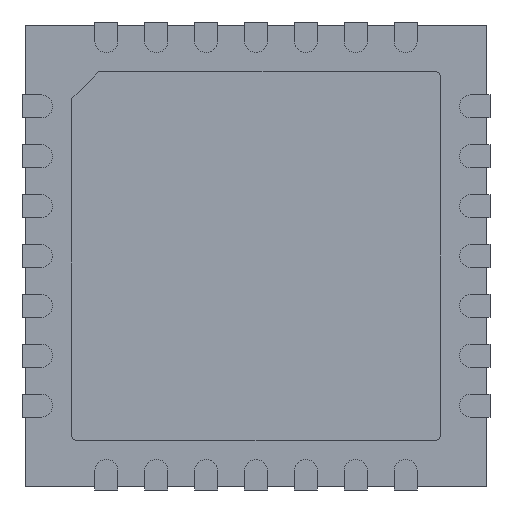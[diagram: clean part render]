
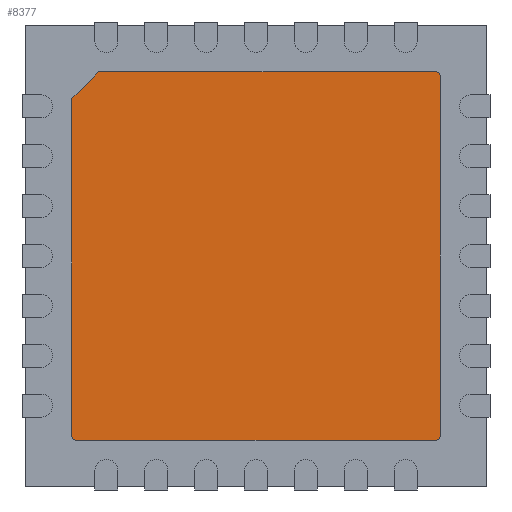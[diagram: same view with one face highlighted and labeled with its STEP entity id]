
A CAD part, front view. The second image highlights one B-rep face of the part: STEP entity #8377.
In plain terms, the highlighted planar face has unit normal (0, -1, 0).
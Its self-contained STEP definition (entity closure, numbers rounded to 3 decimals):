
#8150 = CARTESIAN_POINT ( 'NONE',  ( 2.4, 0., 2.35 ) ) ;
#8151 = VERTEX_POINT ( 'NONE', #8150 ) ;
#8158 = CARTESIAN_POINT ( 'NONE',  ( 2.4, 0., -2.35 ) ) ;
#8159 = VERTEX_POINT ( 'NONE', #8158 ) ;
#8160 = CARTESIAN_POINT ( 'NONE',  ( 2.4, 0., -2.4 ) ) ;
#8161 = DIRECTION ( 'NONE',  ( 0., 0., 1. ) ) ;
#8162 = VECTOR ( 'NONE', #8161, 1000. ) ;
#8163 = LINE ( 'NONE', #8160, #8162 ) ;
#8164 = EDGE_CURVE ( 'NONE', #8159, #8151, #8163, .T. ) ;
#8190 = CARTESIAN_POINT ( 'NONE',  ( 2.35, 0., -2.4 ) ) ;
#8191 = VERTEX_POINT ( 'NONE', #8190 ) ;
#8198 = CARTESIAN_POINT ( 'NONE',  ( -2.35, 0., -2.4 ) ) ;
#8199 = VERTEX_POINT ( 'NONE', #8198 ) ;
#8200 = CARTESIAN_POINT ( 'NONE',  ( -2.4, 0., -2.4 ) ) ;
#8201 = DIRECTION ( 'NONE',  ( 1., 0., 0. ) ) ;
#8202 = VECTOR ( 'NONE', #8201, 1000. ) ;
#8203 = LINE ( 'NONE', #8200, #8202 ) ;
#8204 = EDGE_CURVE ( 'NONE', #8199, #8191, #8203, .T. ) ;
#8230 = CARTESIAN_POINT ( 'NONE',  ( -2.4, 0., -2.35 ) ) ;
#8231 = VERTEX_POINT ( 'NONE', #8230 ) ;
#8238 = CARTESIAN_POINT ( 'NONE',  ( -2.4, 0., 2.05 ) ) ;
#8239 = VERTEX_POINT ( 'NONE', #8238 ) ;
#8240 = CARTESIAN_POINT ( 'NONE',  ( -2.4, 0., -2.4 ) ) ;
#8241 = DIRECTION ( 'NONE',  ( 0., 0., -1. ) ) ;
#8242 = VECTOR ( 'NONE', #8241, 1000. ) ;
#8243 = LINE ( 'NONE', #8240, #8242 ) ;
#8244 = EDGE_CURVE ( 'NONE', #8239, #8231, #8243, .T. ) ;
#8260 = CARTESIAN_POINT ( 'NONE',  ( 2.35, 0., 2.4 ) ) ;
#8261 = VERTEX_POINT ( 'NONE', #8260 ) ;
#8262 = CARTESIAN_POINT ( 'NONE',  ( -2.05, 0., 2.4 ) ) ;
#8263 = VERTEX_POINT ( 'NONE', #8262 ) ;
#8264 = CARTESIAN_POINT ( 'NONE',  ( -2.4, 0., 2.4 ) ) ;
#8265 = DIRECTION ( 'NONE',  ( -1., 0., 0. ) ) ;
#8266 = VECTOR ( 'NONE', #8265, 1000. ) ;
#8267 = LINE ( 'NONE', #8264, #8266 ) ;
#8268 = EDGE_CURVE ( 'NONE', #8261, #8263, #8267, .T. ) ;
#8339 = ORIENTED_EDGE ( 'NONE', *, *, #8164, .T. ) ;
#8340 = CARTESIAN_POINT ( 'NONE',  ( 2.35, 0., 2.35 ) ) ;
#8341 = DIRECTION ( 'NONE',  ( 0., -1., 0. ) ) ;
#8342 = DIRECTION ( 'NONE',  ( 0., 0., 1. ) ) ;
#8343 = AXIS2_PLACEMENT_3D ( 'NONE', #8340, #8341, #8342 ) ;
#8344 = CIRCLE ( 'NONE', #8343, 0.05) ;
#8345 = EDGE_CURVE ( 'NONE', #8151, #8261, #8344, .T. ) ;
#8346 = ORIENTED_EDGE ( 'NONE', *, *, #8345, .T. ) ;
#8347 = ORIENTED_EDGE ( 'NONE', *, *, #8268, .T. ) ;
#8348 = CARTESIAN_POINT ( 'NONE',  ( -2.05, 0., 2.4 ) ) ;
#8349 = DIRECTION ( 'NONE',  ( -0.707, 0., -0.707 ) ) ;
#8350 = VECTOR ( 'NONE', #8349, 1000. ) ;
#8351 = LINE ( 'NONE', #8348, #8350 ) ;
#8352 = EDGE_CURVE ( 'NONE', #8263, #8239, #8351, .T. ) ;
#8353 = ORIENTED_EDGE ( 'NONE', *, *, #8352, .T. ) ;
#8354 = ORIENTED_EDGE ( 'NONE', *, *, #8244, .T. ) ;
#8355 = CARTESIAN_POINT ( 'NONE',  ( -2.35, 0., -2.35 ) ) ;
#8356 = DIRECTION ( 'NONE',  ( 0., -1., 0. ) ) ;
#8357 = DIRECTION ( 'NONE',  ( 0., 0., 1. ) ) ;
#8358 = AXIS2_PLACEMENT_3D ( 'NONE', #8355, #8356, #8357 ) ;
#8359 = CIRCLE ( 'NONE', #8358, 0.05) ;
#8360 = EDGE_CURVE ( 'NONE', #8231, #8199, #8359, .T. ) ;
#8361 = ORIENTED_EDGE ( 'NONE', *, *, #8360, .T. ) ;
#8362 = ORIENTED_EDGE ( 'NONE', *, *, #8204, .T. ) ;
#8363 = CARTESIAN_POINT ( 'NONE',  ( 2.35, 0., -2.35 ) ) ;
#8364 = DIRECTION ( 'NONE',  ( 0., -1., 0. ) ) ;
#8365 = DIRECTION ( 'NONE',  ( 0., 0., 1. ) ) ;
#8366 = AXIS2_PLACEMENT_3D ( 'NONE', #8363, #8364, #8365 ) ;
#8367 = CIRCLE ( 'NONE', #8366, 0.05) ;
#8368 = EDGE_CURVE ( 'NONE', #8191, #8159, #8367, .T. ) ;
#8369 = ORIENTED_EDGE ( 'NONE', *, *, #8368, .T. ) ;
#8370 = EDGE_LOOP ( 'NONE', ( #8339, #8346, #8347, #8353, #8354, #8361, #8362, #8369 ) ) ;
#8371 = FACE_OUTER_BOUND ( 'NONE', #8370, .T. ) ;
#8372 = CARTESIAN_POINT ( 'NONE',  ( 0., 0., 0. ) ) ;
#8373 = DIRECTION ( 'NONE',  ( 0., 1., 0. ) ) ;
#8374 = DIRECTION ( 'NONE',  ( 0., 0., 1. ) ) ;
#8375 = AXIS2_PLACEMENT_3D ( 'NONE', #8372, #8373, #8374 ) ;
#8376 = PLANE ( 'NONE', #8375 ) ;
#8377 = ADVANCED_FACE ( 'NONE', ( #8371 ), #8376, .F. ) ;
